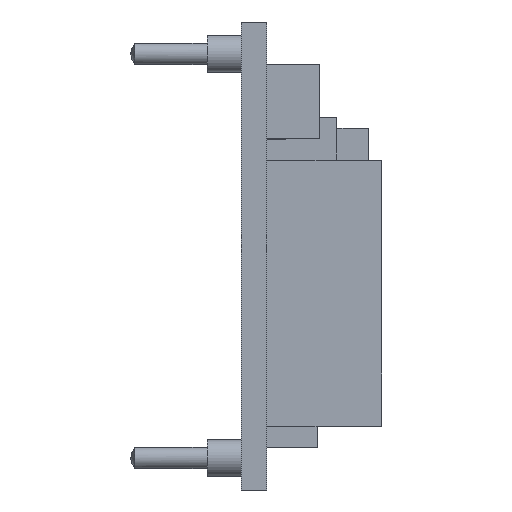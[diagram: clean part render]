
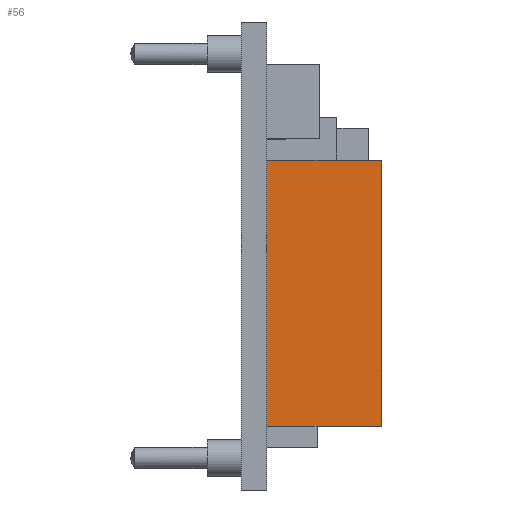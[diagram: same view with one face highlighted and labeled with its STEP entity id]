
A CAD part, left-side view. The second image highlights one B-rep face of the part: STEP entity #56.
In plain terms, the highlighted planar face has unit normal (-1, 0, 0).
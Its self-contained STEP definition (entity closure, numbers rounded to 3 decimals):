
#56 = ADVANCED_FACE ( 'NONE', ( #3377 ), #4389, .F. ) ;
#149 = EDGE_CURVE ( 'NONE', #2779, #3046, #2122, .T. ) ;
#230 = EDGE_CURVE ( 'NONE', #4318, #3046, #6884, .T. ) ;
#411 = LINE ( 'NONE', #5703, #3839 ) ;
#560 = CARTESIAN_POINT ( 'NONE',  ( -17., -5.4, -8. ) ) ;
#575 = DIRECTION ( 'NONE',  ( 1., 0., 0. ) ) ;
#778 = EDGE_CURVE ( 'NONE', #4048, #4318, #4130, .T. ) ;
#802 = VECTOR ( 'NONE', #1024, 1000. ) ;
#932 = CARTESIAN_POINT ( 'NONE',  ( -17., 0., 11. ) ) ;
#1024 = DIRECTION ( 'NONE',  ( 0., -1., 0. ) ) ;
#1190 = ORIENTED_EDGE ( 'NONE', *, *, #230, .T. ) ;
#1318 = ORIENTED_EDGE ( 'NONE', *, *, #6171, .F. ) ;
#2122 = LINE ( 'NONE', #5213, #5741 ) ;
#2184 = DIRECTION ( 'NONE',  ( 0., 0., -1. ) ) ;
#2779 = VERTEX_POINT ( 'NONE', #5557 ) ;
#3046 = VERTEX_POINT ( 'NONE', #560 ) ;
#3348 = EDGE_LOOP ( 'NONE', ( #1190, #3915, #1318, #4755 ) ) ;
#3377 = FACE_OUTER_BOUND ( 'NONE', #3348, .T. ) ;
#3414 = CARTESIAN_POINT ( 'NONE',  ( -17., -5.4, -34.295 ) ) ;
#3799 = DIRECTION ( 'NONE',  ( 0., 0., -1. ) ) ;
#3839 = VECTOR ( 'NONE', #5739, 1000. ) ;
#3855 = AXIS2_PLACEMENT_3D ( 'NONE', #3414, #575, #2184 ) ;
#3915 = ORIENTED_EDGE ( 'NONE', *, *, #149, .F. ) ;
#4048 = VERTEX_POINT ( 'NONE', #5689 ) ;
#4130 = LINE ( 'NONE', #932, #6775 ) ;
#4254 = CARTESIAN_POINT ( 'NONE',  ( -17., -5.4, -8. ) ) ;
#4318 = VERTEX_POINT ( 'NONE', #5889 ) ;
#4389 = PLANE ( 'NONE',  #3855 ) ;
#4755 = ORIENTED_EDGE ( 'NONE', *, *, #778, .T. ) ;
#5213 = CARTESIAN_POINT ( 'NONE',  ( -17., -5.4, -34.295 ) ) ;
#5557 = CARTESIAN_POINT ( 'NONE',  ( -17., -5.4, 4.5 ) ) ;
#5689 = CARTESIAN_POINT ( 'NONE',  ( -17., 0., 4.5 ) ) ;
#5703 = CARTESIAN_POINT ( 'NONE',  ( -17., -5.4, 4.5 ) ) ;
#5739 = DIRECTION ( 'NONE',  ( 0., -1., 0. ) ) ;
#5741 = VECTOR ( 'NONE', #3799, 1000. ) ;
#5889 = CARTESIAN_POINT ( 'NONE',  ( -17., 0., -8. ) ) ;
#6171 = EDGE_CURVE ( 'NONE', #4048, #2779, #411, .T. ) ;
#6266 = DIRECTION ( 'NONE',  ( 0., 0., -1. ) ) ;
#6775 = VECTOR ( 'NONE', #6266, 1000. ) ;
#6884 = LINE ( 'NONE', #4254, #802 ) ;
